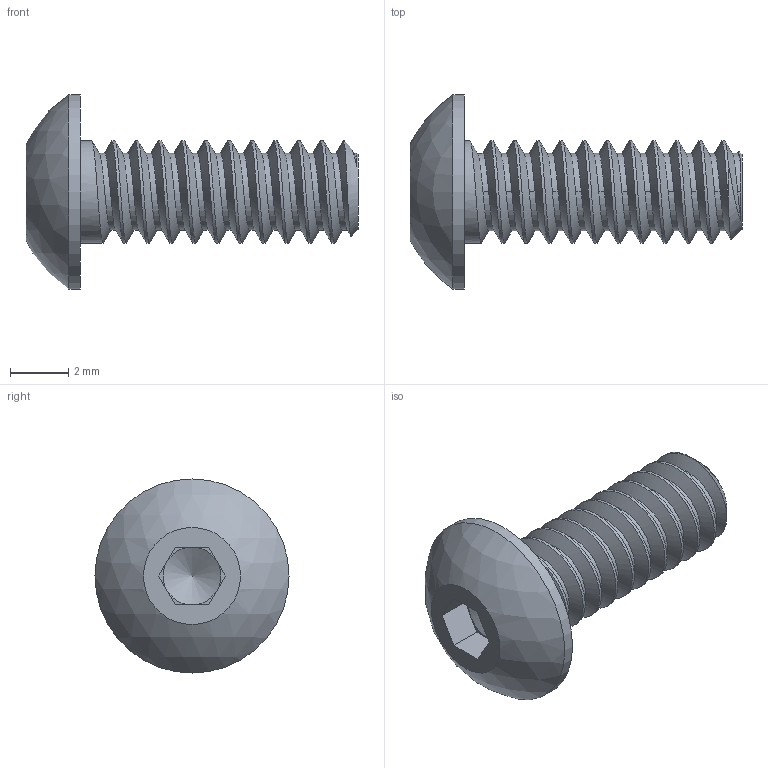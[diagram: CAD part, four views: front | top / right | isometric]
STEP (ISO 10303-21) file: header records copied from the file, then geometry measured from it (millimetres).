
FILE_DESCRIPTION(/* description */ (''),/* implementation_level */ '2;1');
FILE_NAME(/* name */ '39111_TXM-BHCS 6-32 x 0.375 v1.step',/* time_stamp */ '2020-10-25T13:47:51-04:00',/* author */ (''),/* organization */ (''),/* preprocessor_version */ 'ST-DEVELOPER v18.1',/* originating_system */ 'Autodesk Translation Framework v9.3.0.1241',/* authorisation */ '');
FILE_SCHEMA (('AUTOMOTIVE_DESIGN { 1 0 10303 214 3 1 1 }'));
Length unit declared in the file: inch
Products named in the file (1): 39111_TXM-BHCS 6-32 x 0.375
Bounding box: 11.38 x 6.65 x 6.65 mm (x, y, z)
Volume: 112.1 mm3; surface area: 237.2 mm2
Topology: 1 solids, 1 shells, 47 faces, 120 edges, 77 vertices
Faces by surface type: cylinder 26, plane 16, cone 2, bspline 2, sphere 1
Full cylindrical faces by diameter (mm): 2.646 x11, 3.505 x11, 6.655 x1
Entity records: 3258 total; most frequent: CARTESIAN_POINT 2204, ORIENTED_EDGE 238, DIRECTION 174, EDGE_CURVE 119, VERTEX_POINT 77, AXIS2_PLACEMENT_3D 60, LINE 54, VECTOR 54
